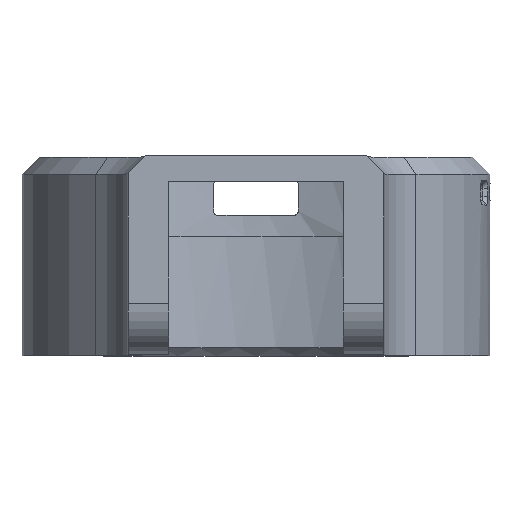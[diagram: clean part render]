
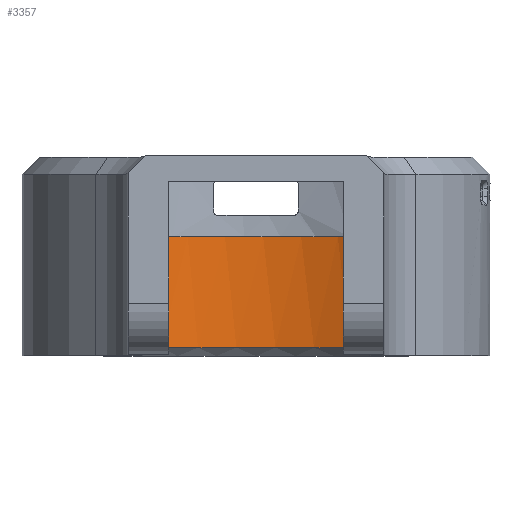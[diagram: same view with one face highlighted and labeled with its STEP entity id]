
A CAD part, top view. The second image highlights one B-rep face of the part: STEP entity #3357.
In plain terms, the highlighted cylindrical face has radius 26.5 mm (diameter 53 mm), a partial arc.
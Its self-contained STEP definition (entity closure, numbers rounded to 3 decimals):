
#296=FACE_OUTER_BOUND('',#502,.T.);
#502=EDGE_LOOP('',(#2620,#2621,#2622,#2623,#2624,#2625));
#778=LINE('',#6464,#1098);
#779=LINE('',#6468,#1099);
#1098=VECTOR('',#4147,10.);
#1099=VECTOR('',#4150,10.);
#1341=CIRCLE('',#3587,26.5);
#1348=CIRCLE('',#3596,26.5);
#1349=CIRCLE('',#3597,26.5);
#1350=CIRCLE('',#3598,26.5);
#1588=VERTEX_POINT('',#6432);
#1589=VERTEX_POINT('',#6433);
#1600=VERTEX_POINT('',#6461);
#1601=VERTEX_POINT('',#6463);
#1602=VERTEX_POINT('',#6465);
#1603=VERTEX_POINT('',#6467);
#1959=EDGE_CURVE('',#1588,#1589,#1341,.T.);
#1974=EDGE_CURVE('',#1589,#1600,#1348,.T.);
#1975=EDGE_CURVE('',#1600,#1601,#778,.T.);
#1976=EDGE_CURVE('',#1601,#1602,#1349,.T.);
#1977=EDGE_CURVE('',#1603,#1602,#779,.T.);
#1978=EDGE_CURVE('',#1603,#1588,#1350,.T.);
#2620=ORIENTED_EDGE('',*,*,#1959,.T.);
#2621=ORIENTED_EDGE('',*,*,#1974,.T.);
#2622=ORIENTED_EDGE('',*,*,#1975,.T.);
#2623=ORIENTED_EDGE('',*,*,#1976,.T.);
#2624=ORIENTED_EDGE('',*,*,#1977,.F.);
#2625=ORIENTED_EDGE('',*,*,#1978,.T.);
#3259=CYLINDRICAL_SURFACE('',#3595,26.5);
#3357=ADVANCED_FACE('',(#296),#3259,.F.);
#3587=AXIS2_PLACEMENT_3D('',#6434,#4119,#4120);
#3595=AXIS2_PLACEMENT_3D('',#6460,#4143,#4144);
#3596=AXIS2_PLACEMENT_3D('',#6462,#4145,#4146);
#3597=AXIS2_PLACEMENT_3D('',#6466,#4148,#4149);
#3598=AXIS2_PLACEMENT_3D('',#6469,#4151,#4152);
#4119=DIRECTION('center_axis',(0.,1.,0.));
#4120=DIRECTION('ref_axis',(0.,0.,
-1.));
#4143=DIRECTION('center_axis',(0.,1.,0.));
#4144=DIRECTION('ref_axis',(0.,0.,
-1.));
#4145=DIRECTION('center_axis',(0.,1.,0.));
#4146=DIRECTION('ref_axis',(-1.,0.,0.));
#4147=DIRECTION('',(0.,-1.,0.));
#4148=DIRECTION('center_axis',(0.,-1.,0.));
#4149=DIRECTION('ref_axis',(-1.,0.,0.));
#4150=DIRECTION('',(0.,-1.,0.));
#4151=DIRECTION('center_axis',(0.,1.,0.));
#4152=DIRECTION('ref_axis',(-1.,0.,0.));
#6432=CARTESIAN_POINT('',(25.533,4.,-20.907));
#6433=CARTESIAN_POINT('',(26.171,4.,-23.838));
#6434=CARTESIAN_POINT('Origin',(0.,4.,
-28.));
#6460=CARTESIAN_POINT('Origin',(0.,-10.,
-28.));
#6461=CARTESIAN_POINT('',(-15.592,4.,-6.572));
#6462=CARTESIAN_POINT('Origin',(0.,4.,-28.));
#6463=CARTESIAN_POINT('',(-15.592,-9.,-6.572));
#6464=CARTESIAN_POINT('',(-15.592,-4.,-6.572));
#6465=CARTESIAN_POINT('',(15.592,-9.,-6.572));
#6466=CARTESIAN_POINT('Origin',(0.,-9.,
-28.));
#6467=CARTESIAN_POINT('',(15.592,4.,-6.572));
#6468=CARTESIAN_POINT('',(15.592,-10.,-6.572));
#6469=CARTESIAN_POINT('Origin',(0.,4.,-28.));
